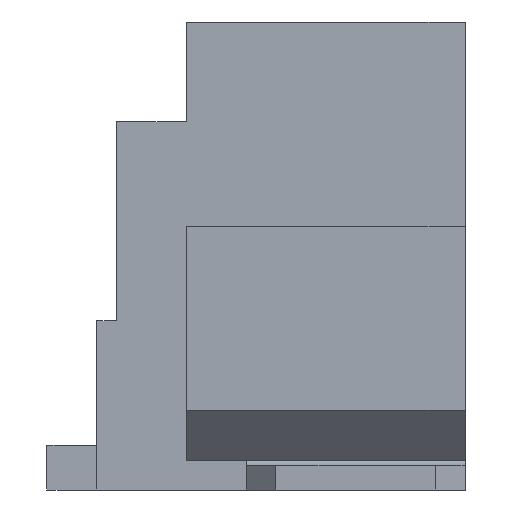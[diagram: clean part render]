
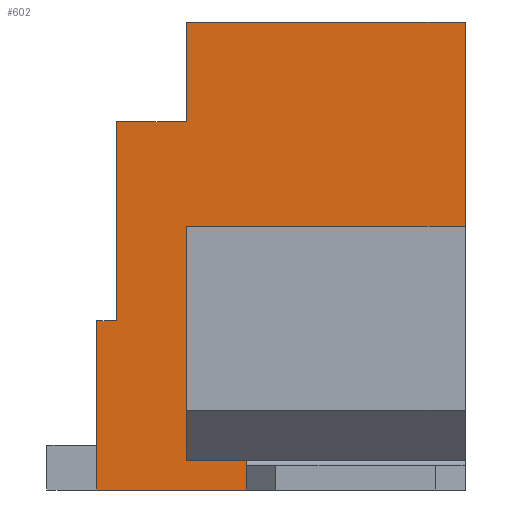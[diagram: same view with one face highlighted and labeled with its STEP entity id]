
A CAD part, left-side view. The second image highlights one B-rep face of the part: STEP entity #602.
In plain terms, the highlighted planar face has unit normal (-1, 0, 0).
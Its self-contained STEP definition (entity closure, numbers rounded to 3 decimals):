
#32 = VERTEX_POINT('',#33);
#33 = CARTESIAN_POINT('',(-2.75,0.2,4.7));
#39 = EDGE_CURVE('',#32,#40,#42,.T.);
#40 = VERTEX_POINT('',#41);
#41 = CARTESIAN_POINT('',(-2.75,-2.6,4.7));
#42 = LINE('',#43,#44);
#43 = CARTESIAN_POINT('',(-2.75,1.1,4.7));
#44 = VECTOR('',#45,1.);
#45 = DIRECTION('',(0.,-1.,0.));
#183 = VERTEX_POINT('',#184);
#184 = CARTESIAN_POINT('',(-2.75,-2.6,0.35));
#190 = EDGE_CURVE('',#183,#191,#193,.T.);
#191 = VERTEX_POINT('',#192);
#192 = CARTESIAN_POINT('',(-2.75,-2.6,0.));
#193 = LINE('',#194,#195);
#194 = CARTESIAN_POINT('',(-2.75,-2.6,1.6));
#195 = VECTOR('',#196,1.);
#196 = DIRECTION('',(0.,0.,-1.));
#511 = EDGE_CURVE('',#512,#40,#514,.T.);
#512 = VERTEX_POINT('',#513);
#513 = CARTESIAN_POINT('',(-2.75,-2.6,2.65));
#514 = LINE('',#515,#516);
#515 = CARTESIAN_POINT('',(-2.75,-2.6,0.));
#516 = VECTOR('',#517,1.);
#517 = DIRECTION('',(0.,0.,1.));
#602 = ADVANCED_FACE('',(#603),#692,.T.);
#603 = FACE_BOUND('',#604,.T.);
#604 = EDGE_LOOP('',(#605,#615,#621,#622,#630,#638,#646,#654,#660,#661,
#662,#670,#678,#686));
#605 = ORIENTED_EDGE('',*,*,#606,.F.);
#606 = EDGE_CURVE('',#607,#609,#611,.T.);
#607 = VERTEX_POINT('',#608);
#608 = CARTESIAN_POINT('',(-2.75,1.1,0.));
#609 = VERTEX_POINT('',#610);
#610 = CARTESIAN_POINT('',(-2.75,1.1,1.7));
#611 = LINE('',#612,#613);
#612 = CARTESIAN_POINT('',(-2.75,1.1,0.));
#613 = VECTOR('',#614,1.);
#614 = DIRECTION('',(0.,0.,1.));
#615 = ORIENTED_EDGE('',*,*,#616,.T.);
#616 = EDGE_CURVE('',#607,#191,#617,.T.);
#617 = LINE('',#618,#619);
#618 = CARTESIAN_POINT('',(-2.75,1.1,0.));
#619 = VECTOR('',#620,1.);
#620 = DIRECTION('',(0.,-1.,0.));
#621 = ORIENTED_EDGE('',*,*,#190,.F.);
#622 = ORIENTED_EDGE('',*,*,#623,.F.);
#623 = EDGE_CURVE('',#624,#183,#626,.T.);
#624 = VERTEX_POINT('',#625);
#625 = CARTESIAN_POINT('',(-2.75,-0.4,0.35));
#626 = LINE('',#627,#628);
#627 = CARTESIAN_POINT('',(-2.75,-0.4,0.35));
#628 = VECTOR('',#629,1.);
#629 = DIRECTION('',(0.,-1.,0.));
#630 = ORIENTED_EDGE('',*,*,#631,.T.);
#631 = EDGE_CURVE('',#624,#632,#634,.T.);
#632 = VERTEX_POINT('',#633);
#633 = CARTESIAN_POINT('',(-2.75,-0.4,0.3));
#634 = LINE('',#635,#636);
#635 = CARTESIAN_POINT('',(-2.75,-0.4,1.6));
#636 = VECTOR('',#637,1.);
#637 = DIRECTION('',(0.,0.,-1.));
#638 = ORIENTED_EDGE('',*,*,#639,.T.);
#639 = EDGE_CURVE('',#632,#640,#642,.T.);
#640 = VERTEX_POINT('',#641);
#641 = CARTESIAN_POINT('',(-2.75,0.2,0.3));
#642 = LINE('',#643,#644);
#643 = CARTESIAN_POINT('',(-2.75,-2.6,0.3));
#644 = VECTOR('',#645,1.);
#645 = DIRECTION('',(0.,1.,0.));
#646 = ORIENTED_EDGE('',*,*,#647,.F.);
#647 = EDGE_CURVE('',#648,#640,#650,.T.);
#648 = VERTEX_POINT('',#649);
#649 = CARTESIAN_POINT('',(-2.75,0.2,2.65));
#650 = LINE('',#651,#652);
#651 = CARTESIAN_POINT('',(-2.75,0.2,2.65));
#652 = VECTOR('',#653,1.);
#653 = DIRECTION('',(0.,0.,-1.));
#654 = ORIENTED_EDGE('',*,*,#655,.F.);
#655 = EDGE_CURVE('',#512,#648,#656,.T.);
#656 = LINE('',#657,#658);
#657 = CARTESIAN_POINT('',(-2.75,-2.6,2.65));
#658 = VECTOR('',#659,1.);
#659 = DIRECTION('',(0.,1.,0.));
#660 = ORIENTED_EDGE('',*,*,#511,.T.);
#661 = ORIENTED_EDGE('',*,*,#39,.F.);
#662 = ORIENTED_EDGE('',*,*,#663,.T.);
#663 = EDGE_CURVE('',#32,#664,#666,.T.);
#664 = VERTEX_POINT('',#665);
#665 = CARTESIAN_POINT('',(-2.75,0.2,3.7));
#666 = LINE('',#667,#668);
#667 = CARTESIAN_POINT('',(-2.75,0.2,4.7));
#668 = VECTOR('',#669,1.);
#669 = DIRECTION('',(-0.,-0.,-1.));
#670 = ORIENTED_EDGE('',*,*,#671,.F.);
#671 = EDGE_CURVE('',#672,#664,#674,.T.);
#672 = VERTEX_POINT('',#673);
#673 = CARTESIAN_POINT('',(-2.75,0.9,3.7));
#674 = LINE('',#675,#676);
#675 = CARTESIAN_POINT('',(-2.75,0.9,3.7));
#676 = VECTOR('',#677,1.);
#677 = DIRECTION('',(0.,-1.,0.));
#678 = ORIENTED_EDGE('',*,*,#679,.T.);
#679 = EDGE_CURVE('',#672,#680,#682,.T.);
#680 = VERTEX_POINT('',#681);
#681 = CARTESIAN_POINT('',(-2.75,0.9,1.7));
#682 = LINE('',#683,#684);
#683 = CARTESIAN_POINT('',(-2.75,0.9,4.7));
#684 = VECTOR('',#685,1.);
#685 = DIRECTION('',(-0.,-0.,-1.));
#686 = ORIENTED_EDGE('',*,*,#687,.F.);
#687 = EDGE_CURVE('',#609,#680,#688,.T.);
#688 = LINE('',#689,#690);
#689 = CARTESIAN_POINT('',(-2.75,1.1,1.7));
#690 = VECTOR('',#691,1.);
#691 = DIRECTION('',(0.,-1.,0.));
#692 = PLANE('',#693);
#693 = AXIS2_PLACEMENT_3D('',#694,#695,#696);
#694 = CARTESIAN_POINT('',(-2.75,-0.718,2.071));
#695 = DIRECTION('',(-1.,0.,0.));
#696 = DIRECTION('',(0.,0.,-1.));
